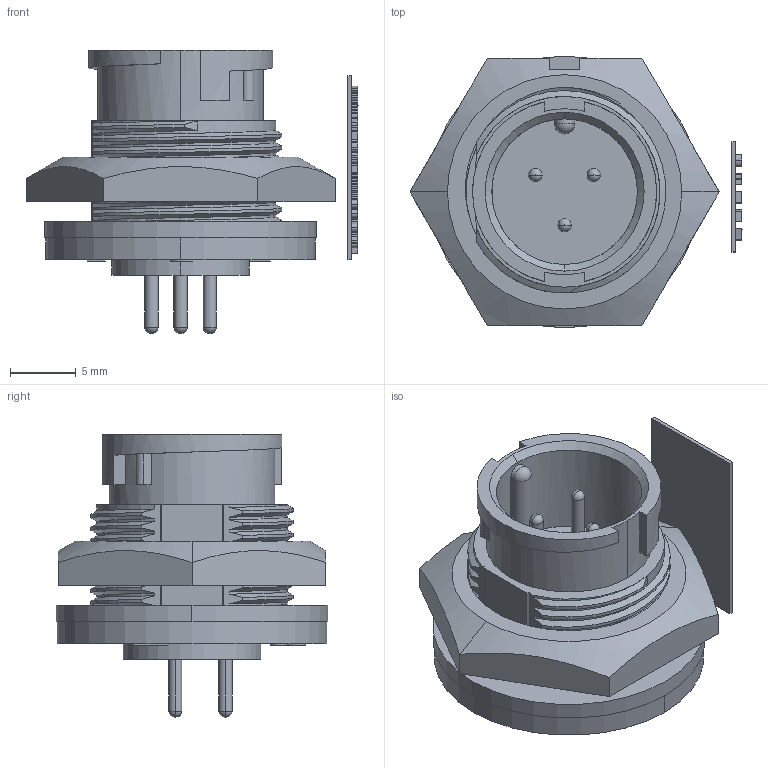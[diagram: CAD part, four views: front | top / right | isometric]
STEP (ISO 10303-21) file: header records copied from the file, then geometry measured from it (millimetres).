
FILE_DESCRIPTION (( 'STEP AP203' ), '1' );
FILE_NAME ('7281-3PG-300.STEP', '2010-10-27T18:57:54', ( ' ' ), ( ' ' ), 'SwSTEP 2.0', 'SolidWorks 2008', '' );
FILE_SCHEMA (( 'CONFIG_CONTROL_DESIGN' ));
Products named in the file (1): 7281-3PG-300
Bounding box: 25.19 x 20.62 x 21.49 mm (x, y, z)
Volume: 2936.2 mm3; surface area: 3247.2 mm2
Topology: 3 solids, 3 shells, 1226 faces, 3263 edges, 2169 vertices
Faces by surface type: plane 780, bspline 355, cylinder 74, torus 12, cone 4, sphere 1
Entity records: 61393 total; most frequent: CARTESIAN_POINT 33443, ORIENTED_EDGE 6522, DIRECTION 4287, EDGE_CURVE 3261, VECTOR 2343, LINE 2343, VERTEX_POINT 2168, EDGE_LOOP 1355
